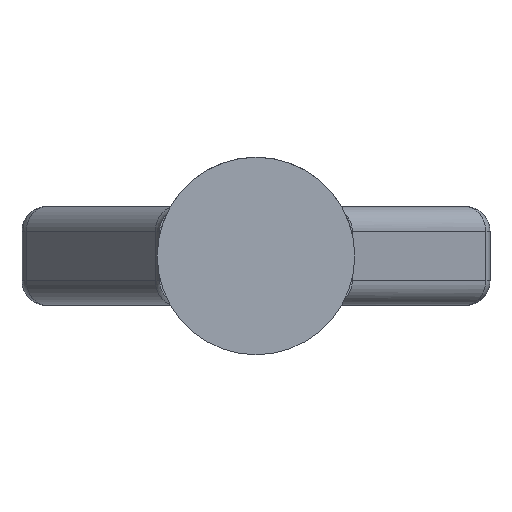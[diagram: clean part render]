
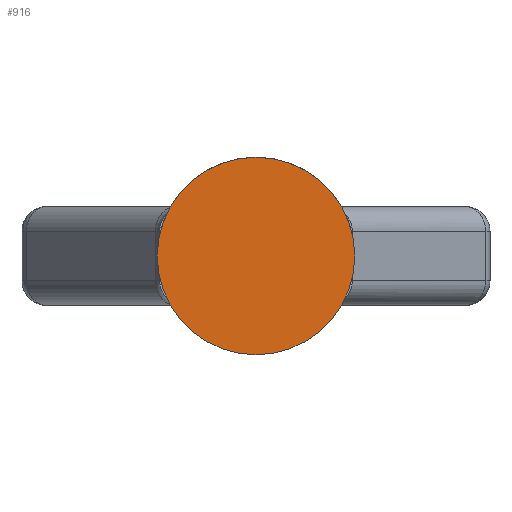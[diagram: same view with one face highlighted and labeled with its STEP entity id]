
A CAD part, left-side view. The second image highlights one B-rep face of the part: STEP entity #916.
In plain terms, the highlighted planar face has unit normal (-1, 0, 0).
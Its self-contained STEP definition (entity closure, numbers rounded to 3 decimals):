
#23 = CARTESIAN_POINT ( 'NONE',  ( 606.5, 0., 995. ) ) ;
#103 = CARTESIAN_POINT ( 'NONE',  ( 606.5, 20., 995. ) ) ;
#622 = EDGE_CURVE ( 'NONE', #1053, #831, #1569, .T. ) ;
#707 = ORIENTED_EDGE ( 'NONE', *, *, #622, .F. ) ;
#712 = AXIS2_PLACEMENT_3D ( 'NONE', #23, #1318, #1576 ) ;
#831 = VERTEX_POINT ( 'NONE', #103 ) ;
#916 = ADVANCED_FACE ( 'NONE', ( #981 ), #1728, .T. ) ;
#925 = AXIS2_PLACEMENT_3D ( 'NONE', #2626, #1894, #2303 ) ;
#981 = FACE_OUTER_BOUND ( 'NONE', #1189, .T. ) ;
#1020 = EDGE_CURVE ( 'NONE', #831, #1053, #1926, .T. ) ;
#1053 = VERTEX_POINT ( 'NONE', #1355 ) ;
#1069 = DIRECTION ( 'NONE',  ( -1., 0., 0. ) ) ;
#1189 = EDGE_LOOP ( 'NONE', ( #2456, #707 ) ) ;
#1318 = DIRECTION ( 'NONE',  ( 1., 0., 0. ) ) ;
#1355 = CARTESIAN_POINT ( 'NONE',  ( 606.5, -20., 995. ) ) ;
#1569 = CIRCLE ( 'NONE', #712, 20. ) ;
#1576 = DIRECTION ( 'NONE',  ( 0., 1., 0. ) ) ;
#1644 = AXIS2_PLACEMENT_3D ( 'NONE', #2117, #1069, #2523 ) ;
#1728 = PLANE ( 'NONE',  #1644 ) ;
#1894 = DIRECTION ( 'NONE',  ( 1., 0., 0. ) ) ;
#1926 = CIRCLE ( 'NONE', #925, 20. ) ;
#2117 = CARTESIAN_POINT ( 'NONE',  ( 606.5, 20., 995. ) ) ;
#2303 = DIRECTION ( 'NONE',  ( 0., 1., 0. ) ) ;
#2456 = ORIENTED_EDGE ( 'NONE', *, *, #1020, .F. ) ;
#2523 = DIRECTION ( 'NONE',  ( 0., -1., 0. ) ) ;
#2626 = CARTESIAN_POINT ( 'NONE',  ( 606.5, 0., 995. ) ) ;
